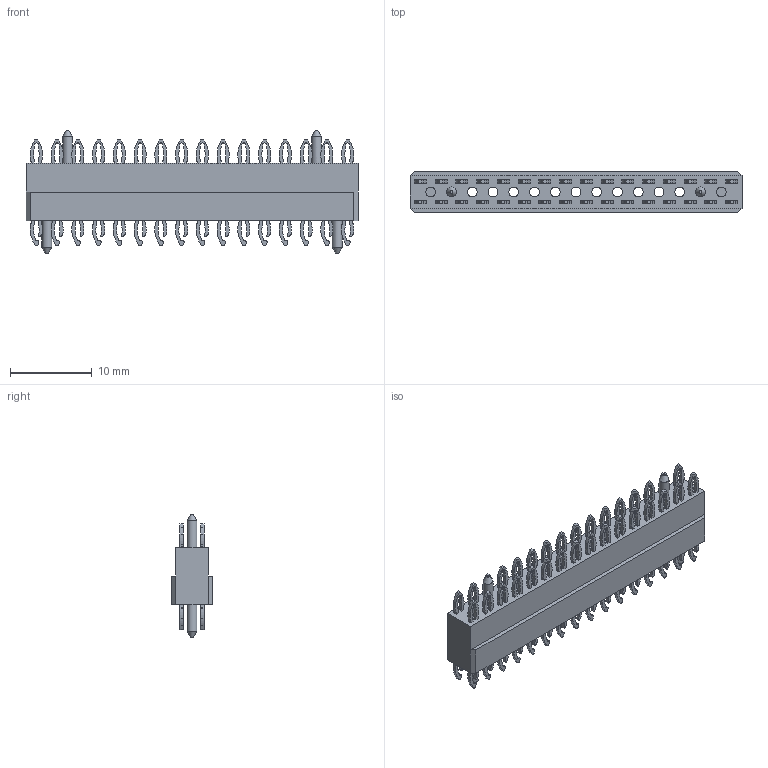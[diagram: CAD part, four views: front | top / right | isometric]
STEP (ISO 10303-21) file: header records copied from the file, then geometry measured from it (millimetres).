
FILE_DESCRIPTION(/* description */ (''),/* implementation_level */ '2;1');
FILE_NAME(/* name */ 'B2B-KON_41.32.254.01.01.step',/* time_stamp */ '2024-04-03T07:26:26+02:00',/* author */ (''),/* organization */ (''),/* preprocessor_version */ 'ST-DEVELOPER v20',/* originating_system */ 'Autodesk Translation Framework v12.20.1.177',/* authorisation */ '');
FILE_SCHEMA (('AUTOMOTIVE_DESIGN { 1 0 10303 214 3 1 1 }'));
Length unit declared in the file: millimetre
Products named in the file (3): B2B-KON_41.32.254.01.01; B2B-KON_41.32.254.01.01 (1); B2B-KON_41.32.254.01.01_1
Assembly tree (2 placements, depth 3):
  B2B-KON_41.32.254.01.01
    B2B-KON_41.32.254.01.01 (1)
      B2B-KON_41.32.254.01.01_1
Bounding box: 40.64 x 5 x 15 mm (x, y, z)
Volume: 1233.4 mm3; surface area: 1980.4 mm2
Topology: 1 solids, 1 shells, 1613 faces, 4613 edges, 3074 vertices
Faces by surface type: cylinder 947, plane 662, cone 4
Full cylindrical faces by diameter (mm): 1.2 x19
Entity records: 53649 total; most frequent: DIRECTION 9751, CARTESIAN_POINT 9305, ORIENTED_EDGE 9226, EDGE_CURVE 4613, AXIS2_PLACEMENT_3D 3520, VERTEX_POINT 3074, LINE 2711, VECTOR 2711
